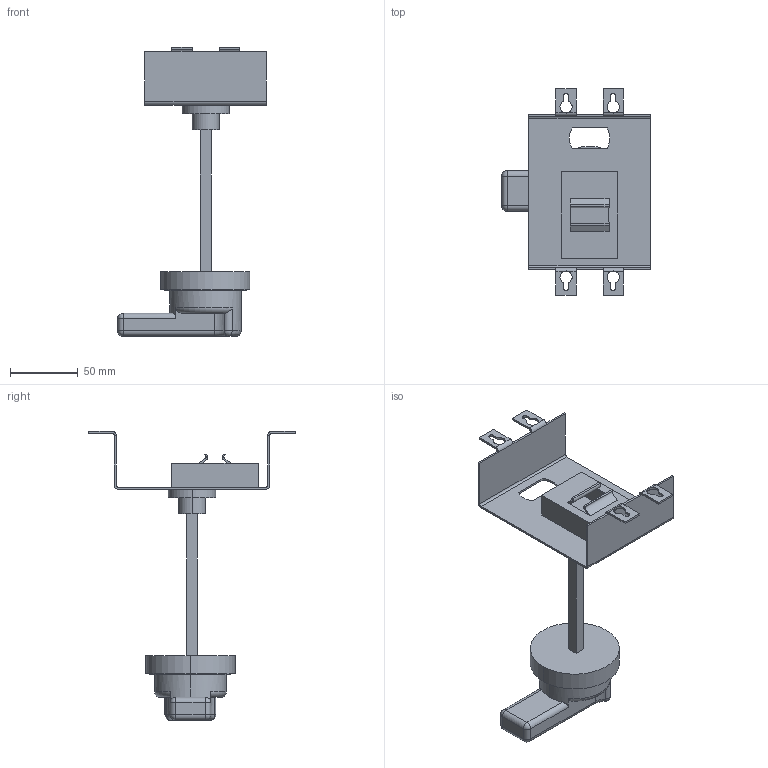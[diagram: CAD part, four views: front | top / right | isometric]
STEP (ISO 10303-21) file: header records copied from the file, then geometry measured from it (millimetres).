
FILE_DESCRIPTION (( 'STEP AP203' ), '1' );
FILE_NAME ('Ðó÷íîé ïîâîðîòíûé ïðèâîä ê ÂÀ-99Ì 250À.STEP', '2018-06-06T09:55:23', ( '' ), ( '' ), 'SwSTEP 2.0', 'SolidWorks 2017', '' );
FILE_SCHEMA (( 'CONFIG_CONTROL_DESIGN' ));
Length unit declared in the file: millimetre
Products named in the file (1): Ðó÷íîé ïîâîðîòíûé ïðèâîä ê ÂÀ-99Ì 250À
Bounding box: 110.2 x 153 x 214.2 mm (x, y, z)
Volume: 181871.6 mm3; surface area: 68119.7 mm2
Topology: 1 solids, 1 shells, 179 faces, 482 edges, 302 vertices
Faces by surface type: plane 96, cylinder 62, cone 6, sphere 6, torus 5, bspline 4
Entity records: 6123 total; most frequent: CARTESIAN_POINT 1561, ORIENTED_EDGE 948, DIRECTION 923, EDGE_CURVE 474, AXIS2_PLACEMENT_3D 315, VERTEX_POINT 300, LINE 293, VECTOR 293
